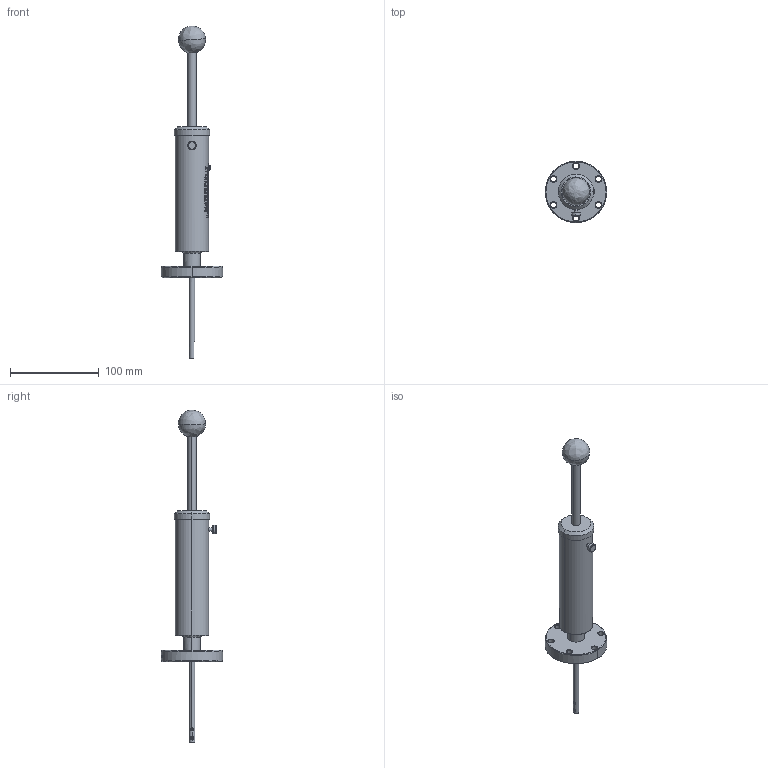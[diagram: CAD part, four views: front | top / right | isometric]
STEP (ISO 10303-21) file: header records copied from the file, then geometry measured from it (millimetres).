
FILE_DESCRIPTION (( 'STEP AP203' ), '1' );
FILE_NAME ('112053.stp', '2019-02-20T16:08:26', ( '' ), ( '' ), 'SwSTEP 2.0', 'SolidWorks 2012', '' );
FILE_SCHEMA (( 'CONFIG_CONTROL_DESIGN' ));
Length unit declared in the file: centimetre
Products named in the file (1): 112053
Bounding box: 69.34 x 69.34 x 375.17 mm (x, y, z)
Volume: 227454.6 mm3; surface area: 40108.5 mm2
Topology: 1 solids, 1 shells, 1883 faces, 5252 edges, 3485 vertices
Faces by surface type: plane 1052, bspline 656, cylinder 131, cone 44
Entity records: 91522 total; most frequent: CARTESIAN_POINT 47367, ORIENTED_EDGE 10496, DIRECTION 6941, EDGE_CURVE 5248, VERTEX_POINT 3485, VECTOR 3007, LINE 3007, EDGE_LOOP 2017
